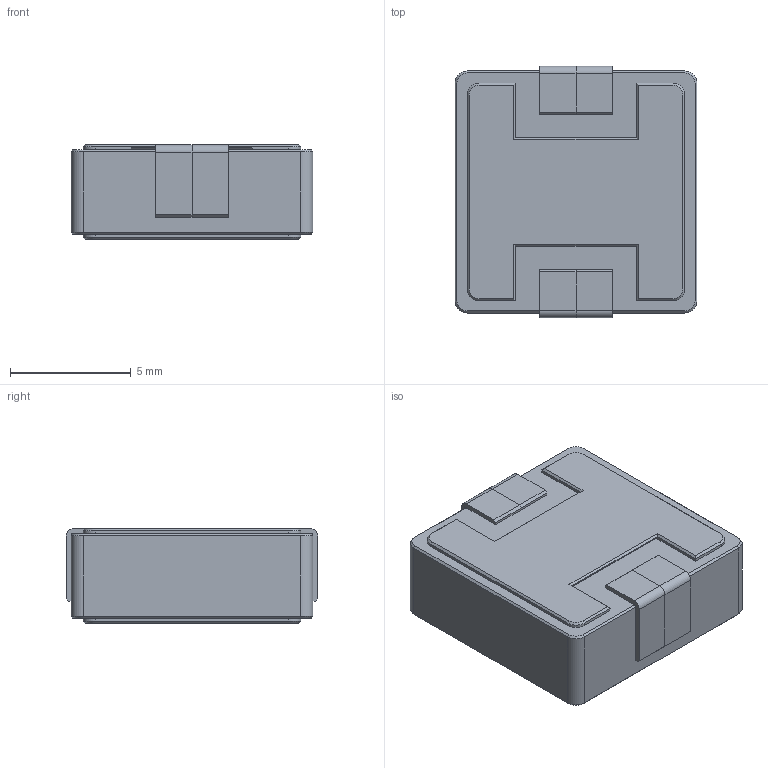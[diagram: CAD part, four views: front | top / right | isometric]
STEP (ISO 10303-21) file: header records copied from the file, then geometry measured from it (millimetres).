
FILE_DESCRIPTION (( 'STEP AP214' ), '1' );
FILE_NAME ('43F52FD1-96B1-48BC-8B72-01ABF2EB4203.STEP', '2024-01-10T07:24:00', ( '' ), ( '' ), 'SwSTEP 2.0', 'SolidWorks 2022', '' );
FILE_SCHEMA (( 'AUTOMOTIVE_DESIGN' ));
Length unit declared in the file: millimetre
Products named in the file (1): 43F52FD1-96B1-48BC-8B72-01ABF2EB4203
Bounding box: 10 x 10.4 x 3.9 mm (x, y, z)
Volume: 382.1 mm3; surface area: 688.7 mm2
Topology: 7 solids, 7 shells, 125 faces, 292 edges, 181 vertices
Faces by surface type: plane 93, cylinder 16, cone 16
Entity records: 3574 total; most frequent: CARTESIAN_POINT 599, DIRECTION 592, ORIENTED_EDGE 584, EDGE_CURVE 292, VECTOR 244, LINE 244, VERTEX_POINT 181, AXIS2_PLACEMENT_3D 174
